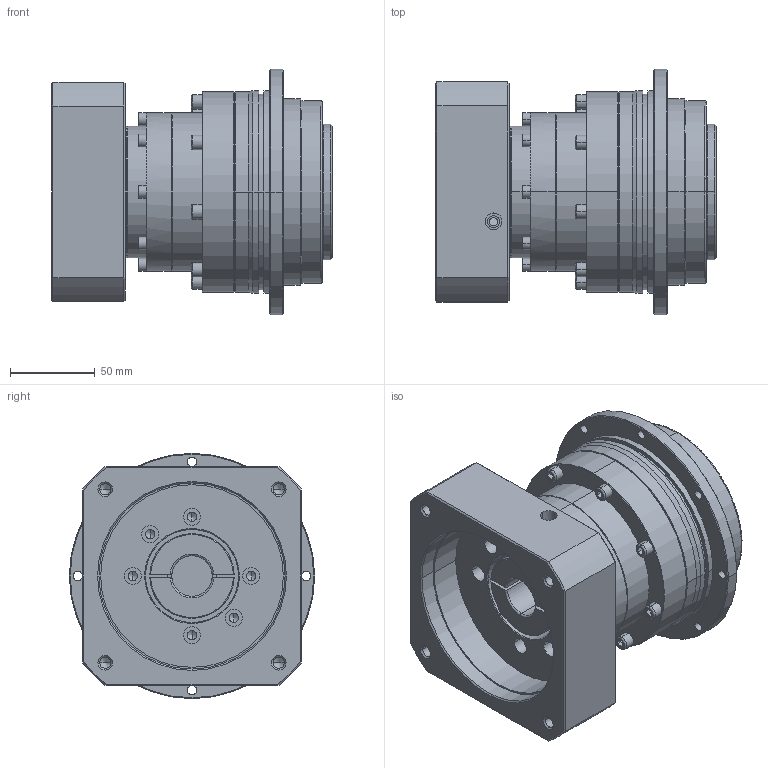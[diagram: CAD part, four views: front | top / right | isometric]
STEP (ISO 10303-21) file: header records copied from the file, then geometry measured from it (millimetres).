
FILE_DESCRIPTION (( 'STEP AP214' ), '1' );
FILE_NAME ('SD110-L2-24-110-145M8.STEP', '2022-02-24T23:57:07', ( 'admin' ), ( '' ), 'SwSTEP 2.0', 'SolidWorks 2013', '' );
FILE_SCHEMA (( 'AUTOMOTIVE_DESIGN' ));
Length unit declared in the file: millimetre
Products named in the file (4): SD110-L1; PB090-110-145M8; PB115-L2; SD110-L2-24-110-145M8
Assembly tree (3 placements, depth 2):
  SD110-L2-24-110-145M8
    PB115-L2
    PB090-110-145M8
    SD110-L1
Bounding box: 166 x 145 x 145 mm (x, y, z)
Volume: 1489781.4 mm3; surface area: 186563.3 mm2
Topology: 3 solids, 3 shells, 637 faces, 1527 edges, 929 vertices
Faces by surface type: cylinder 241, plane 197, cone 154, bspline 45
Entity records: 26362 total; most frequent: CARTESIAN_POINT 4480, DIRECTION 3239, ORIENTED_EDGE 2922, EDGE_CURVE 1461, AXIS2_PLACEMENT_3D 1263, VERTEX_POINT 928, EDGE_LOOP 777, VECTOR 713
